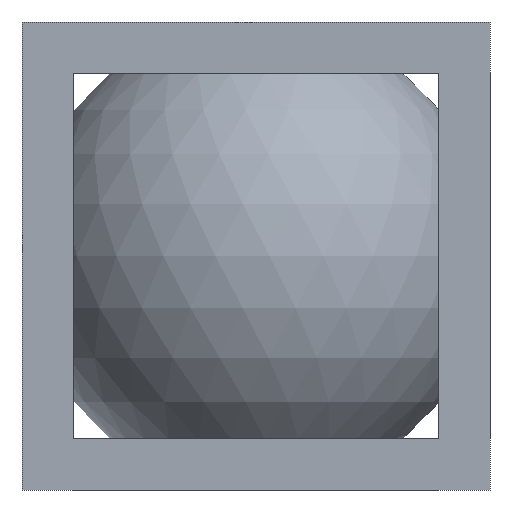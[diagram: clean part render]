
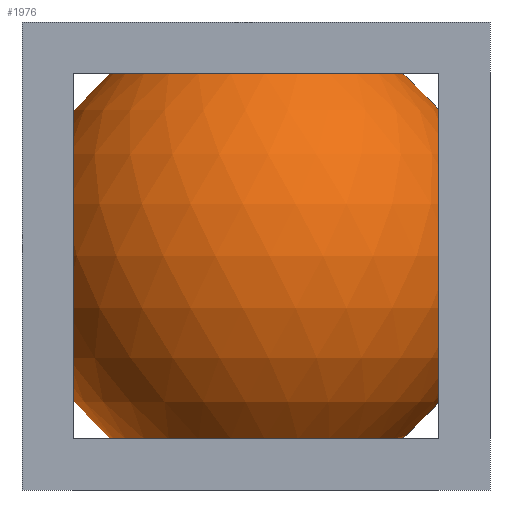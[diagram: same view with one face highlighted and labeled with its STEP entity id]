
A CAD part, front view. The second image highlights one B-rep face of the part: STEP entity #1976.
In plain terms, the highlighted spherical face has radius 50 mm.
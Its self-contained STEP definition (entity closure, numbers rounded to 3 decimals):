
#1976 = ADVANCED_FACE('',(#1977),#1981,.T.);
#1977 = FACE_BOUND('',#1978,.T.);
#1978 = VERTEX_LOOP('',#1979);
#1979 = VERTEX_POINT('',#1980);
#1980 = CARTESIAN_POINT('',(0.,-0.,-50.));
#1981 = SPHERICAL_SURFACE('',#1982,50.);
#1982 = AXIS2_PLACEMENT_3D('',#1983,#1984,#1985);
#1983 = CARTESIAN_POINT('',(0.,0.,0.));
#1984 = DIRECTION('',(0.,0.,1.));
#1985 = DIRECTION('',(1.,0.,-0.));
